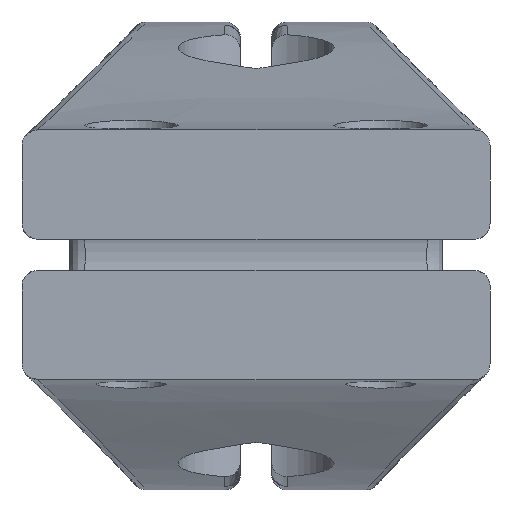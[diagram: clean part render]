
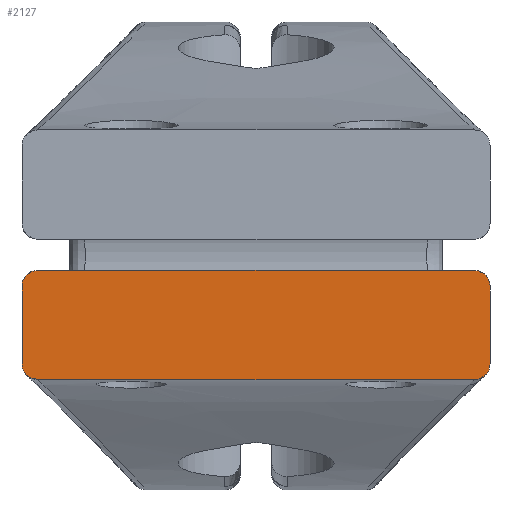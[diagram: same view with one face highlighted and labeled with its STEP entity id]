
A CAD part, top view. The second image highlights one B-rep face of the part: STEP entity #2127.
In plain terms, the highlighted planar face has unit normal (0, 0, 1).
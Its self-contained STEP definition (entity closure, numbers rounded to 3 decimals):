
#31 = CARTESIAN_POINT ( 'NONE',  ( -15., -2., 15. ) ) ;
#84 = CARTESIAN_POINT ( 'NONE',  ( 14.262, -7.974, 15. ) ) ;
#220 = CARTESIAN_POINT ( 'NONE',  ( -15., -7., 15. ) ) ;
#268 = EDGE_CURVE ( 'NONE', #2868, #753, #5345, .T. ) ;
#421 = VERTEX_POINT ( 'NONE', #220 ) ;
#447 = EDGE_CURVE ( 'NONE', #5087, #2868, #2505, .T. ) ;
#455 = B_SPLINE_CURVE_WITH_KNOTS ( 'NONE', 5,
 ( #5684, #1483, #1030, #3718, #517, #1884 ),
 .UNSPECIFIED., .F., .F.,
 ( 6, 6 ),
 ( 0., 1. ),
 .UNSPECIFIED. ) ;
#517 = CARTESIAN_POINT ( 'NONE',  ( -14.314, -1., 15. ) ) ;
#527 = B_SPLINE_CURVE_WITH_KNOTS ( 'NONE', 5,
 ( #1630, #2554, #1537, #3407, #630, #5274 ),
 .UNSPECIFIED., .F., .F.,
 ( 6, 6 ),
 ( 1.875, 11.25 ),
 .UNSPECIFIED. ) ;
#591 = ORIENTED_EDGE ( 'NONE', *, *, #1409, .F. ) ;
#598 = VECTOR ( 'NONE', #2493, 1000. ) ;
#627 = CARTESIAN_POINT ( 'NONE',  ( 14.614, -7.799, 15. ) ) ;
#630 = CARTESIAN_POINT ( 'NONE',  ( -15., -3., 15. ) ) ;
#702 = DIRECTION ( 'NONE',  ( 1., 0., 0. ) ) ;
#753 = VERTEX_POINT ( 'NONE', #3530 ) ;
#825 = CARTESIAN_POINT ( 'NONE',  ( -14.262, -7.974, 15. ) ) ;
#985 = CARTESIAN_POINT ( 'NONE',  ( 15., -4.5, 15. ) ) ;
#1030 = CARTESIAN_POINT ( 'NONE',  ( -14.877, -1.372, 15. ) ) ;
#1048 = CARTESIAN_POINT ( 'NONE',  ( 14., -1., 15. ) ) ;
#1049 = CARTESIAN_POINT ( 'NONE',  ( 14.131, -8., 15. ) ) ;
#1112 = CARTESIAN_POINT ( 'NONE',  ( 14.503, -7.874, 15. ) ) ;
#1274 = CARTESIAN_POINT ( 'NONE',  ( -14., -8., 15. ) ) ;
#1409 = EDGE_CURVE ( 'NONE', #1703, #5087, #455, .T. ) ;
#1476 = CARTESIAN_POINT ( 'NONE',  ( 14.799, -7.614, 15. ) ) ;
#1483 = CARTESIAN_POINT ( 'NONE',  ( -15., -1.686, 15. ) ) ;
#1501 = FACE_OUTER_BOUND ( 'NONE', #3672, .T. ) ;
#1516 = CARTESIAN_POINT ( 'NONE',  ( 0., -1., 15. ) ) ;
#1537 = CARTESIAN_POINT ( 'NONE',  ( -15., -5., 15. ) ) ;
#1561 = DIRECTION ( 'NONE',  ( 0., -1., 0. ) ) ;
#1630 = CARTESIAN_POINT ( 'NONE',  ( -15., -7., 15. ) ) ;
#1703 = VERTEX_POINT ( 'NONE', #31 ) ;
#1861 = VECTOR ( 'NONE', #5974, 1000. ) ;
#1884 = CARTESIAN_POINT ( 'NONE',  ( -14., -1., 15. ) ) ;
#1946 = B_SPLINE_CURVE_WITH_KNOTS ( 'NONE', 3,
 ( #3466, #2061, #3832, #4841, #1476, #627, #1112, #84, #1049, #2492 ),
 .UNSPECIFIED., .F., .F.,
 ( 4, 2, 2, 2, 4 ),
 ( 0., 0.25, 0.5, 0.75, 1. ),
 .UNSPECIFIED. ) ;
#2036 = CARTESIAN_POINT ( 'NONE',  ( 14.314, -1., 15. ) ) ;
#2061 = CARTESIAN_POINT ( 'NONE',  ( 15., -7.131, 15. ) ) ;
#2099 = VERTEX_POINT ( 'NONE', #4716 ) ;
#2127 = ADVANCED_FACE ( 'NONE', ( #1501 ), #2463, .F. ) ;
#2303 = CARTESIAN_POINT ( 'NONE',  ( 14., -8., 15. ) ) ;
#2380 = CARTESIAN_POINT ( 'NONE',  ( 14., -1., 15. ) ) ;
#2463 = PLANE ( 'NONE',  #4735 ) ;
#2490 = DIRECTION ( 'NONE',  ( 0., 0., -1. ) ) ;
#2492 = CARTESIAN_POINT ( 'NONE',  ( 14., -8., 15. ) ) ;
#2493 = DIRECTION ( 'NONE',  ( -1., 0., 0. ) ) ;
#2505 = LINE ( 'NONE', #1516, #2983 ) ;
#2554 = CARTESIAN_POINT ( 'NONE',  ( -15., -6., 15. ) ) ;
#2686 = CARTESIAN_POINT ( 'NONE',  ( -15., -7.131, 15. ) ) ;
#2716 = CARTESIAN_POINT ( 'NONE',  ( -14.503, -7.874, 15. ) ) ;
#2868 = VERTEX_POINT ( 'NONE', #1048 ) ;
#2891 = CARTESIAN_POINT ( 'NONE',  ( 14.877, -1.372, 15. ) ) ;
#2917 = CARTESIAN_POINT ( 'NONE',  ( 15., -1.686, 15. ) ) ;
#2983 = VECTOR ( 'NONE', #702, 1000. ) ;
#3079 = CARTESIAN_POINT ( 'NONE',  ( -14.614, -7.799, 15. ) ) ;
#3389 = ORIENTED_EDGE ( 'NONE', *, *, #268, .F. ) ;
#3407 = CARTESIAN_POINT ( 'NONE',  ( -15., -4., 15. ) ) ;
#3466 = CARTESIAN_POINT ( 'NONE',  ( 15., -7., 15. ) ) ;
#3467 = LINE ( 'NONE', #5333, #598 ) ;
#3530 = CARTESIAN_POINT ( 'NONE',  ( 15., -2., 15. ) ) ;
#3659 = CARTESIAN_POINT ( 'NONE',  ( -14.974, -7.262, 15. ) ) ;
#3672 = EDGE_LOOP ( 'NONE', ( #3389, #4263, #591, #3933, #5297, #5179, #5019, #4478 ) ) ;
#3718 = CARTESIAN_POINT ( 'NONE',  ( -14.628, -1.123, 15. ) ) ;
#3774 = VERTEX_POINT ( 'NONE', #2303 ) ;
#3832 = CARTESIAN_POINT ( 'NONE',  ( 14.974, -7.262, 15. ) ) ;
#3888 = CARTESIAN_POINT ( 'NONE',  ( 0., 0., 15. ) ) ;
#3933 = ORIENTED_EDGE ( 'NONE', *, *, #5969, .F. ) ;
#4159 = LINE ( 'NONE', #985, #1861 ) ;
#4263 = ORIENTED_EDGE ( 'NONE', *, *, #447, .F. ) ;
#4376 = EDGE_CURVE ( 'NONE', #2099, #3774, #1946, .T. ) ;
#4408 = CARTESIAN_POINT ( 'NONE',  ( -14., -8., 15. ) ) ;
#4437 = EDGE_CURVE ( 'NONE', #5198, #421, #5602, .T. ) ;
#4478 = ORIENTED_EDGE ( 'NONE', *, *, #5282, .T. ) ;
#4545 = CARTESIAN_POINT ( 'NONE',  ( -15., -7., 15. ) ) ;
#4691 = CARTESIAN_POINT ( 'NONE',  ( -14., -1., 15. ) ) ;
#4696 = CARTESIAN_POINT ( 'NONE',  ( 15., -2., 15. ) ) ;
#4716 = CARTESIAN_POINT ( 'NONE',  ( 15., -7., 15. ) ) ;
#4735 = AXIS2_PLACEMENT_3D ( 'NONE', #3888, #2490, #1561 ) ;
#4841 = CARTESIAN_POINT ( 'NONE',  ( 14.874, -7.503, 15. ) ) ;
#4946 = CARTESIAN_POINT ( 'NONE',  ( -14.874, -7.503, 15. ) ) ;
#5004 = CARTESIAN_POINT ( 'NONE',  ( -14.131, -8., 15. ) ) ;
#5019 = ORIENTED_EDGE ( 'NONE', *, *, #4376, .F. ) ;
#5087 = VERTEX_POINT ( 'NONE', #4691 ) ;
#5162 = EDGE_CURVE ( 'NONE', #3774, #5198, #3467, .T. ) ;
#5179 = ORIENTED_EDGE ( 'NONE', *, *, #5162, .F. ) ;
#5198 = VERTEX_POINT ( 'NONE', #4408 ) ;
#5250 = CARTESIAN_POINT ( 'NONE',  ( 14.628, -1.123, 15. ) ) ;
#5274 = CARTESIAN_POINT ( 'NONE',  ( -15., -2., 15. ) ) ;
#5282 = EDGE_CURVE ( 'NONE', #2099, #753, #4159, .T. ) ;
#5297 = ORIENTED_EDGE ( 'NONE', *, *, #4437, .F. ) ;
#5333 = CARTESIAN_POINT ( 'NONE',  ( 0., -8., 15. ) ) ;
#5345 = B_SPLINE_CURVE_WITH_KNOTS ( 'NONE', 5,
 ( #2380, #2036, #5250, #2891, #2917, #4696 ),
 .UNSPECIFIED., .F., .F.,
 ( 6, 6 ),
 ( 0., 1. ),
 .UNSPECIFIED. ) ;
#5602 = B_SPLINE_CURVE_WITH_KNOTS ( 'NONE', 3,
 ( #1274, #5004, #825, #2716, #3079, #5961, #4946, #3659, #2686, #4545 ),
 .UNSPECIFIED., .F., .F.,
 ( 4, 2, 2, 2, 4 ),
 ( 0., 0.25, 0.5, 0.75, 1. ),
 .UNSPECIFIED. ) ;
#5684 = CARTESIAN_POINT ( 'NONE',  ( -15., -2., 15. ) ) ;
#5961 = CARTESIAN_POINT ( 'NONE',  ( -14.799, -7.614, 15. ) ) ;
#5969 = EDGE_CURVE ( 'NONE', #421, #1703, #527, .T. ) ;
#5974 = DIRECTION ( 'NONE',  ( 0., 1., 0. ) ) ;
